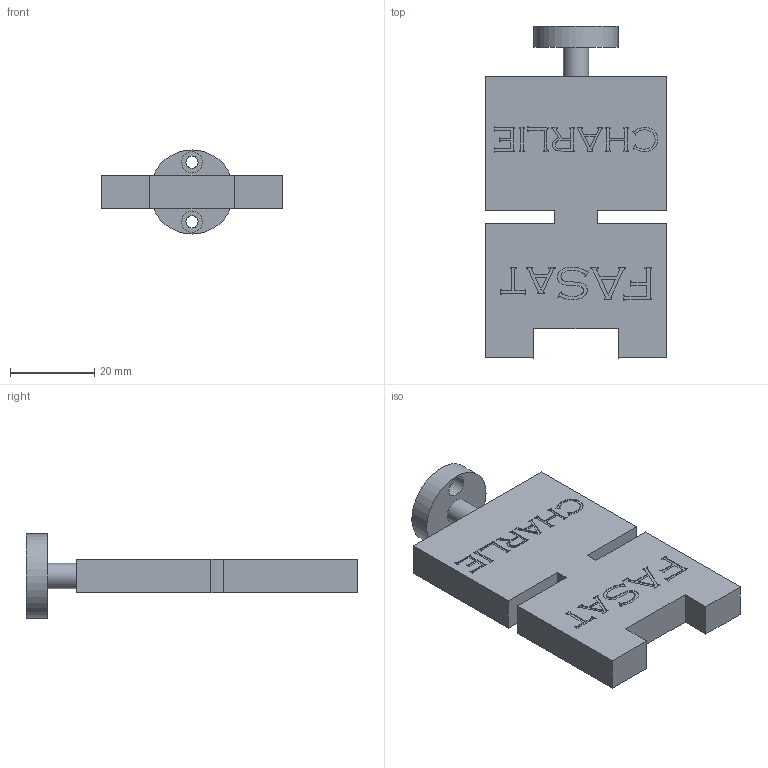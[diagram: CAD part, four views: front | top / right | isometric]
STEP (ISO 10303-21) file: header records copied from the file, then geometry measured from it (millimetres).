
FILE_DESCRIPTION(/* description */ (''),/* implementation_level */ '2;1');
FILE_NAME(/* name */ 'Flag.step',/* time_stamp */ '2026-02-07T18:53:05-03:00',/* author */ (''),/* organization */ (''),/* preprocessor_version */ 'ST-DEVELOPER v20.1',/* originating_system */ 'Autodesk Translation Framework v14.24.0.0',/* authorisation */ '');
FILE_SCHEMA (('AUTOMOTIVE_DESIGN { 1 0 10303 214 3 1 1 }'));
Products named in the file (2): 2026-02-04-19-33-35-344; 2026-02-05-11-52-29-850
Assembly tree (1 placements, depth 2):
  2026-02-04-19-33-35-344
    2026-02-05-11-52-29-850
Bounding box: 43.1 x 79 x 20 mm (x, y, z)
Volume: 22736.1 mm3; surface area: 9104.7 mm2
Topology: 1 solids, 1 shells, 1661 faces, 4758 edges, 3172 vertices
Faces by surface type: bspline 843, plane 812, cylinder 6
Full cylindrical faces by diameter (mm): 2.9 x2, 5 x2, 6 x1, 20 x1
Entity records: 61602 total; most frequent: CARTESIAN_POINT 23925, ORIENTED_EDGE 9516, EDGE_CURVE 4758, DIRECTION 4726, VERTEX_POINT 3172, LINE 3060, VECTOR 3060, EDGE_LOOP 1738
